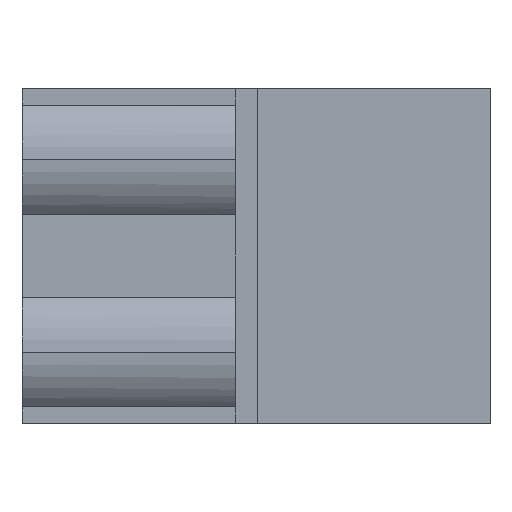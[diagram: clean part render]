
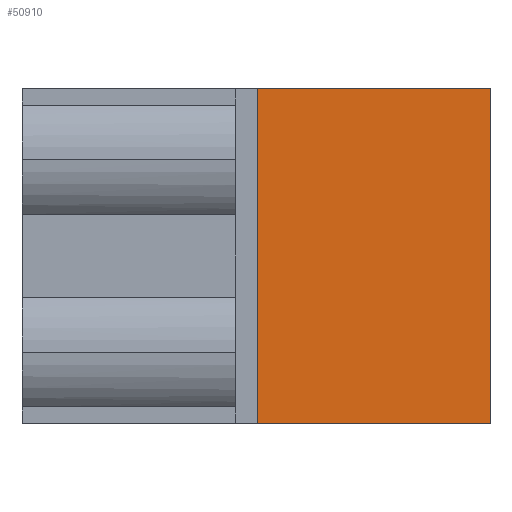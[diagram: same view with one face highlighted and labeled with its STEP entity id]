
A CAD part, front view. The second image highlights one B-rep face of the part: STEP entity #50910.
In plain terms, the highlighted planar face has unit normal (0, -1, 0).
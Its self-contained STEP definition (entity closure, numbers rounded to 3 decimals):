
#120=CARTESIAN_POINT('',(58.627,37.913,
   -10.25));
#130=VERTEX_POINT('',#120);
#160=CARTESIAN_POINT('',(58.627,37.913,
   0.));
#170=DIRECTION('',(0.,0.,
   -1.));
#180=VECTOR('',#170,1.);
#190=LINE('',#160,#180);
#200=CARTESIAN_POINT('',(58.627,37.913,
   2.75));
#210=VERTEX_POINT('',#200);
#220=EDGE_CURVE('',#210,#130,#190,.T.);
#17050=CARTESIAN_POINT('',(0.1,37.913
   ,2.75));
#17060=DIRECTION('',(1.,0.,
   0.));
#17070=VECTOR('',#17060,1.);
#17080=LINE('',#17050,#17070);
#17090=CARTESIAN_POINT('',(49.597,37.913
   ,2.75));
#17100=VERTEX_POINT('',#17090);
#17110=EDGE_CURVE('',#17100,#210,#17080,.T.);
#18350=CARTESIAN_POINT('',(49.597,37.913
   ,0.));
#18360=DIRECTION('',(0.,0.,
   -1.));
#18370=VECTOR('',#18360,1.);
#18380=LINE('',#18350,#18370);
#18390=CARTESIAN_POINT('',(49.597,37.913
   ,-10.25));
#18400=VERTEX_POINT('',#18390);
#18410=EDGE_CURVE('',#17100,#18400,#18380,.T.);
#50150=CARTESIAN_POINT('',(0.1,37.913
   ,-10.25));
#50160=DIRECTION('',(1.,0.,
   0.));
#50170=VECTOR('',#50160,1.);
#50180=LINE('',#50150,#50170);
#50190=EDGE_CURVE('',#18400,#130,#50180,.T.);
#50800=CARTESIAN_POINT('',(49.597,37.913
   ,-2.5));
#50810=DIRECTION('',(0.,-1.,
   0.));
#50820=DIRECTION('',(-1.,0.,
   0.));
#50830=AXIS2_PLACEMENT_3D('',#50800,#50810,#50820);
#50840=PLANE('',#50830);
#50850=ORIENTED_EDGE('',*,*,#17110,.F.);
#50860=ORIENTED_EDGE('',*,*,#220,.F.);
#50870=ORIENTED_EDGE('',*,*,#50190,.T.);
#50880=ORIENTED_EDGE('',*,*,#18410,.T.);
#50890=EDGE_LOOP('',(#50880,#50870,#50860,#50850));
#50900=FACE_OUTER_BOUND('',#50890,.T.);
#50910=ADVANCED_FACE('',(#50900),#50840,.T.);
